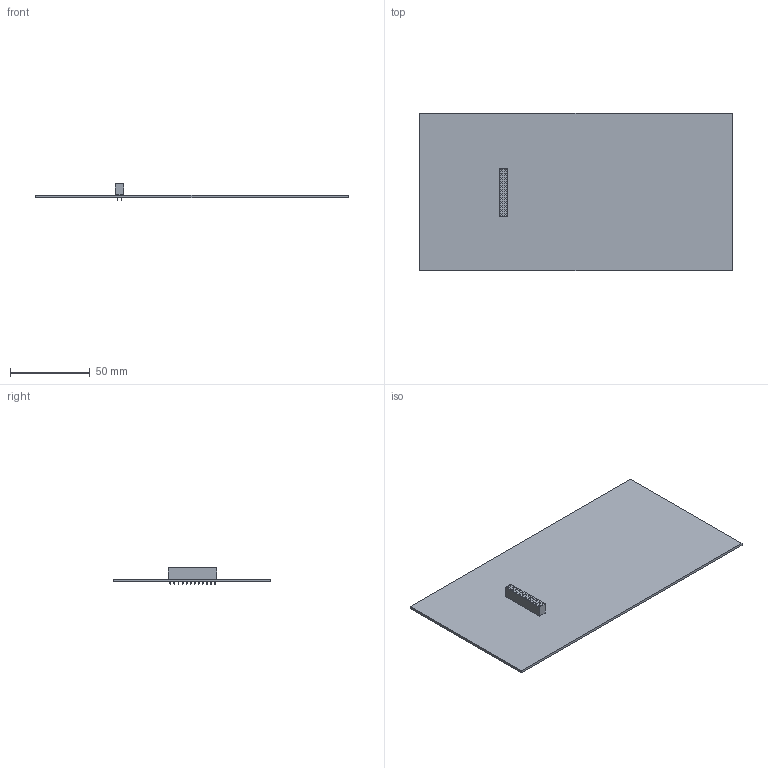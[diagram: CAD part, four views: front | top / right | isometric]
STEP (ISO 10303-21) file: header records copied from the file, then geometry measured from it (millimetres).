
FILE_DESCRIPTION(('KiCad electronic assembly'),'2;1');
FILE_NAME('eurocard_backplane.step','2024-09-12T17:21:41',('Pcbnew'),( 'Kicad'),'Open CASCADE STEP processor 7.8','KiCad to STEP converter' ,'Unknown');
FILE_SCHEMA(('AUTOMOTIVE_DESIGN { 1 0 10303 214 1 1 1 1 }'));
Length unit declared in the file: millimetre
Products named in the file (4): eurocard_backplane 1; PinSocket_2x12_P2.54mm_Vertical; PinSocket_2x12_P254mm_Vertical; eurocard_backplane_PCB
Assembly tree (3 placements, depth 3):
  eurocard_backplane 1
    PinSocket_2x12_P2.54mm_Vertical
      PinSocket_2x12_P254mm_Vertical
    eurocard_backplane_PCB
Bounding box: 196 x 98.75 x 10.1 mm (x, y, z)
Volume: 31957.2 mm3; surface area: 41049.2 mm2
Topology: 2 solids, 2 shells, 784 faces, 2028 edges, 1320 vertices
Faces by surface type: plane 760, cylinder 24
Full cylindrical faces by diameter (mm): 1 x24
Entity records: 28760 total; most frequent: CARTESIAN_POINT 4136, ORIENTED_EDGE 4056, DIRECTION 3652, EDGE_CURVE 2028, LINE 1980, VECTOR 1980, VERTEX_POINT 1320, FACE_BOUND 904
